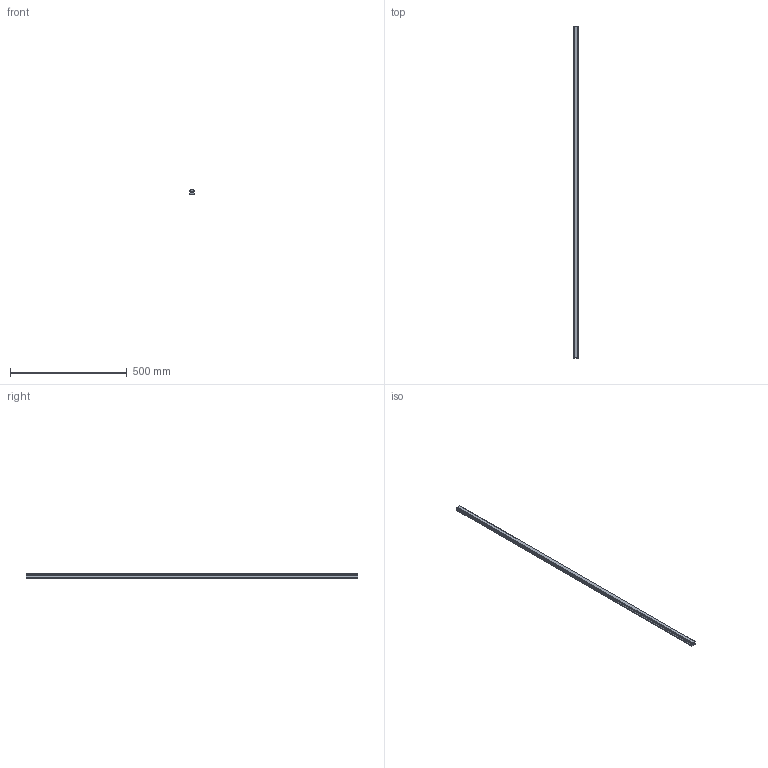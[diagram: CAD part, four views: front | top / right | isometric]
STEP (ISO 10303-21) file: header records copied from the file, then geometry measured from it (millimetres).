
FILE_DESCRIPTION(('STEP AP214'),'1');
FILE_NAME('cctmp_8460929F-DEA9-4ACE-B95C-47D954F045F5_2021_01_21_15_42_16_0240..stp','2021-01-21T14:42:16',('HIWIN GmbH'),('CADClick - www.CADClick.com'),'Spatial InterOp 3D',' ','unknown authorization');
FILE_SCHEMA(('AUTOMOTIVE_DESIGN'));
Length unit declared in the file: millimetre
Products named in the file (1): HGR20T1420C_FILE
Bounding box: 20 x 1420 x 17.5 mm (x, y, z)
Volume: 419324.5 mm3; surface area: 113546.3 mm2
Topology: 1 solids, 1 shells, 203 faces, 543 edges, 322 vertices
Faces by surface type: plane 85, cylinder 70, cone 48
Entity records: 7585 total; most frequent: DIRECTION 1043, CARTESIAN_POINT 1021, ORIENTED_EDGE 990, EDGE_CURVE 495, LINE 355, VECTOR 355, AXIS2_PLACEMENT_3D 344, VERTEX_POINT 322
